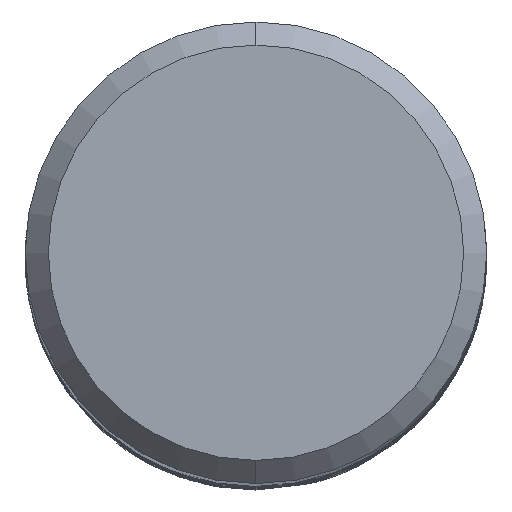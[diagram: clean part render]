
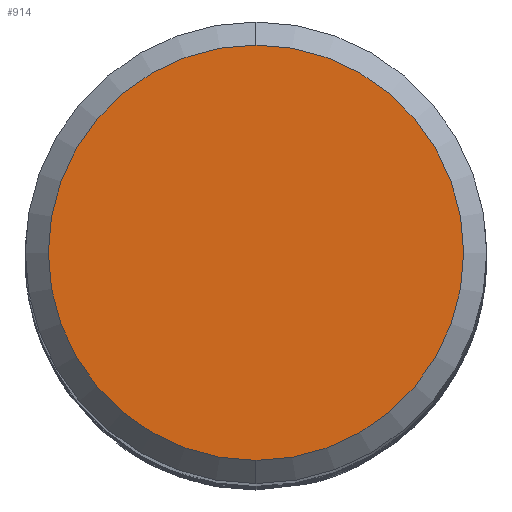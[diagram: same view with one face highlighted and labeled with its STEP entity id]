
A CAD part, top view. The second image highlights one B-rep face of the part: STEP entity #914.
In plain terms, the highlighted planar face has unit normal (0, 0, 1).
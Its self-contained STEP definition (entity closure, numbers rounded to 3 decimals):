
#914=ADVANCED_FACE('',(#2558),#2559,.T.);
#1134=VERTEX_POINT('',#2804);
#1826=VERTEX_POINT('',#3550);
#2194=EDGE_CURVE('',#1826,#1134,#3948,.T.);
#2374=EDGE_CURVE('',#1134,#1826,#4146,.T.);
#2558=FACE_OUTER_BOUND('',#5422,.T.);
#2559=PLANE('',#5423);
#2804=CARTESIAN_POINT('',(0.,-7.2,0.0));
#3550=CARTESIAN_POINT('',(0.0,7.2,0.0));
#3948=CIRCLE('',#26532,7.2);
#4146=CIRCLE('',#30515,7.2);
#5422=EDGE_LOOP('',(#32206,#32207));
#5423=AXIS2_PLACEMENT_3D('',#32208,#32209,#32210);
#26532=AXIS2_PLACEMENT_3D('',#33632,#33633,#33634);
#30515=AXIS2_PLACEMENT_3D('',#33867,#33868,#33869);
#32206=ORIENTED_EDGE('',*,*,#2194,.F.);
#32207=ORIENTED_EDGE('',*,*,#2374,.F.);
#32208=CARTESIAN_POINT('',(0.0,3.6,0.0));
#32209=DIRECTION('',(-0.0,0.0,1.0));
#32210=DIRECTION('',(0.0,-1.0,0.0));
#33632=CARTESIAN_POINT('',(0.0,0.0,0.0));
#33633=DIRECTION('',(0.0,0.0,-1.0));
#33634=DIRECTION('',(0.0,1.0,0.0));
#33867=CARTESIAN_POINT('',(0.0,0.0,0.0));
#33868=DIRECTION('',(0.0,0.0,-1.0));
#33869=DIRECTION('',(0.0,1.0,0.0));
